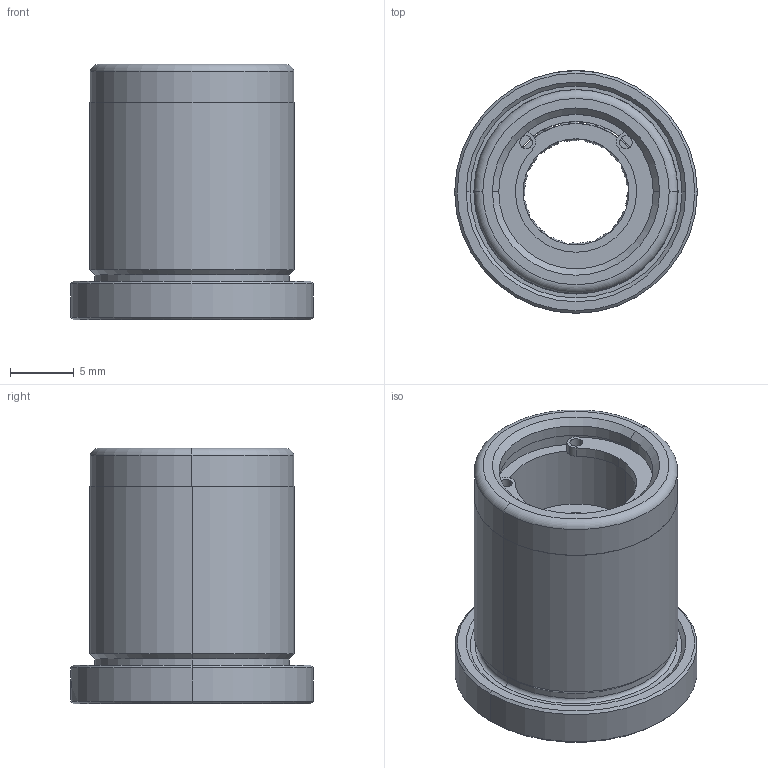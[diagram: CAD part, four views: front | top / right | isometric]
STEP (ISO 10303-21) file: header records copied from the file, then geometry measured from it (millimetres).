
FILE_DESCRIPTION (( 'STEP AP214' ), '1' );
FILE_NAME ('GBBF-D16-d8-L20.STEP', '2021-08-06T08:46:16', ( 'User' ), ( 'china' ), 'SwSTEP 2.0', 'SolidWorks 2016', '' );
FILE_SCHEMA (( 'AUTOMOTIVE_DESIGN' ));
Length unit declared in the file: millimetre
Products named in the file (6): GBBF-D16-d8-L20; GBBF-D16-L20; GBBL囀縐-D12.5; BSH紩杶-d8-L10; 球-D1.5
Assembly tree (40 placements, depth 3):
  GBBF-D16-d8-L20
    GBBF-D16-L20
    GBBL囀縐-D12.5  x2
    BSH紩杶-d8-L10
      BSH紩杶-d8-L10
      球-D1.5  x35
Bounding box: 19 x 19 x 20 mm (x, y, z)
Volume: 2595.3 mm3; surface area: 3488 mm2
Topology: 39 solids, 39 shells, 239 faces, 875 edges, 578 vertices
Faces by surface type: sphere 140, cylinder 60, plane 23, cone 12, torus 4
Entity records: 6959 total; most frequent: CARTESIAN_POINT 2627, ORIENTED_EDGE 836, DIRECTION 810, EDGE_CURVE 418, AXIS2_PLACEMENT_3D 366, VERTEX_POINT 274, EDGE_LOOP 238, B_SPLINE_CURVE_WITH_KNOTS 170
